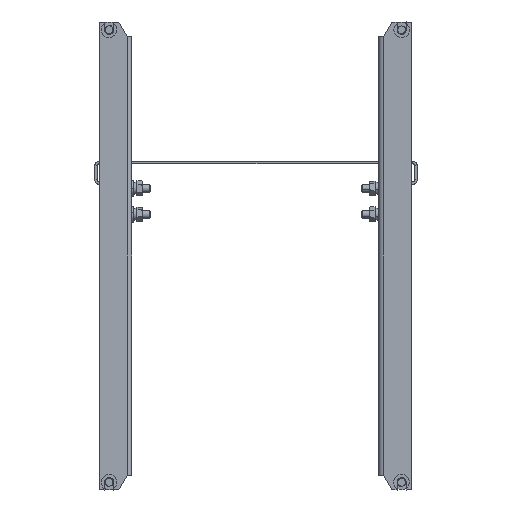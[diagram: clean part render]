
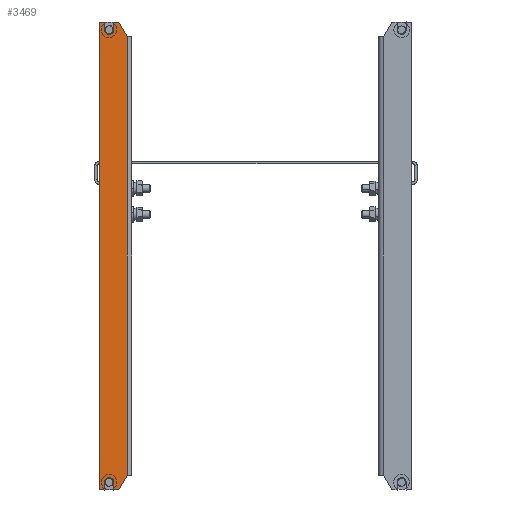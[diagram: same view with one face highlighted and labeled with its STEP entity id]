
A CAD part, left-side view. The second image highlights one B-rep face of the part: STEP entity #3469.
In plain terms, the highlighted face is planar.
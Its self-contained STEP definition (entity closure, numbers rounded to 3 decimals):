
#106 = DIRECTION ( 'NONE',  ( 1., 0., 0. ) ) ;
#149 = VECTOR ( 'NONE', #6951, 1000. ) ;
#248 = CARTESIAN_POINT ( 'NONE',  ( 174., 1.5, -2. ) ) ;
#383 = LINE ( 'NONE', #2610, #7780 ) ;
#468 = CARTESIAN_POINT ( 'NONE',  ( -180., 1.5, -2. ) ) ;
#510 = CARTESIAN_POINT ( 'NONE',  ( -168.75, -9., -2. ) ) ;
#563 = EDGE_CURVE ( 'NONE', #3707, #2107, #8977, .T. ) ;
#649 = EDGE_CURVE ( 'NONE', #4540, #3707, #6102, .T. ) ;
#712 = VECTOR ( 'NONE', #3881, 1000. ) ;
#900 = ORIENTED_EDGE ( 'NONE', *, *, #4829, .T. ) ;
#913 = ORIENTED_EDGE ( 'NONE', *, *, #1152, .T. ) ;
#1002 = LINE ( 'NONE', #5283, #4975 ) ;
#1066 = DIRECTION ( 'NONE',  ( 1., 0., 0. ) ) ;
#1152 = EDGE_CURVE ( 'NONE', #7221, #7029, #2945, .T. ) ;
#1258 = LINE ( 'NONE', #6388, #149 ) ;
#1377 = CARTESIAN_POINT ( 'NONE',  ( 180., -2.5, -2. ) ) ;
#1555 = DIRECTION ( 'NONE',  ( 0., 0., 1. ) ) ;
#1616 = EDGE_CURVE ( 'NONE', #9151, #6243, #7480, .T. ) ;
#1641 = AXIS2_PLACEMENT_3D ( 'NONE', #4047, #2592, #1066 ) ;
#1762 = VECTOR ( 'NONE', #1789, 1000. ) ;
#1789 = DIRECTION ( 'NONE',  ( -0.866, 0.5, 0. ) ) ;
#1842 = DIRECTION ( 'NONE',  ( 0., 0., 1. ) ) ;
#1894 = EDGE_CURVE ( 'NONE', #9159, #6889, #8171, .T. ) ;
#1971 = ORIENTED_EDGE ( 'NONE', *, *, #1894, .F. ) ;
#2031 = CARTESIAN_POINT ( 'NONE',  ( -174., 8.5, -2. ) ) ;
#2107 = VERTEX_POINT ( 'NONE', #3275 ) ;
#2173 = CARTESIAN_POINT ( 'NONE',  ( -174., 1.5, -2. ) ) ;
#2180 = VECTOR ( 'NONE', #7334, 1000. ) ;
#2316 = VERTEX_POINT ( 'NONE', #4507 ) ;
#2592 = DIRECTION ( 'NONE',  ( 0., 0., 1. ) ) ;
#2600 = CARTESIAN_POINT ( 'NONE',  ( 182., 8.5, -2. ) ) ;
#2610 = CARTESIAN_POINT ( 'NONE',  ( 168.75, -9., -2. ) ) ;
#2659 = DIRECTION ( 'NONE',  ( -1., 0., 0. ) ) ;
#2945 = LINE ( 'NONE', #1377, #712 ) ;
#3034 = CARTESIAN_POINT ( 'NONE',  ( 0., 0., -2. ) ) ;
#3054 = EDGE_CURVE ( 'NONE', #2107, #6889, #4820, .T. ) ;
#3068 = DIRECTION ( 'NONE',  ( -1., 0., 0. ) ) ;
#3161 = CARTESIAN_POINT ( 'NONE',  ( 180., 12.5, -2. ) ) ;
#3224 = ORIENTED_EDGE ( 'NONE', *, *, #3054, .T. ) ;
#3275 = CARTESIAN_POINT ( 'NONE',  ( -180., 8.5, -2. ) ) ;
#3404 = EDGE_CURVE ( 'NONE', #6662, #7221, #1002, .T. ) ;
#3412 = DIRECTION ( 'NONE',  ( -1., 0., 0. ) ) ;
#3469 = ADVANCED_FACE ( 'NONE', ( #5740 ), #7340, .F. ) ;
#3499 = CARTESIAN_POINT ( 'NONE',  ( 174., 8.5, -2. ) ) ;
#3594 = CARTESIAN_POINT ( 'NONE',  ( 180., 12.5, -2. ) ) ;
#3670 = CARTESIAN_POINT ( 'NONE',  ( 180., 8.5, -2. ) ) ;
#3707 = VERTEX_POINT ( 'NONE', #2031 ) ;
#3809 = VERTEX_POINT ( 'NONE', #468 ) ;
#3881 = DIRECTION ( 'NONE',  ( -0.866, -0.5, 0. ) ) ;
#3899 = CARTESIAN_POINT ( 'NONE',  ( -180., 12.5, -2. ) ) ;
#3934 = AXIS2_PLACEMENT_3D ( 'NONE', #3034, #1555, #106 ) ;
#4047 = CARTESIAN_POINT ( 'NONE',  ( -174., 5., -2. ) ) ;
#4222 = CARTESIAN_POINT ( 'NONE',  ( -180., -2.5, -2. ) ) ;
#4328 = AXIS2_PLACEMENT_3D ( 'NONE', #5409, #1842, #6867 ) ;
#4336 = EDGE_LOOP ( 'NONE', ( #7970, #4877, #7124, #7008, #913, #9144, #900, #6374, #5980, #4493, #5377, #7814, #3224, #1971, #5579 ) ) ;
#4354 = VERTEX_POINT ( 'NONE', #510 ) ;
#4465 = CARTESIAN_POINT ( 'NONE',  ( 0., 1.5, -2. ) ) ;
#4493 = ORIENTED_EDGE ( 'NONE', *, *, #6751, .T. ) ;
#4507 = CARTESIAN_POINT ( 'NONE',  ( -180., -2.5, -2. ) ) ;
#4540 = VERTEX_POINT ( 'NONE', #8555 ) ;
#4690 = DIRECTION ( 'NONE',  ( 0., -1., 0. ) ) ;
#4784 = LINE ( 'NONE', #4222, #1762 ) ;
#4820 = LINE ( 'NONE', #3899, #7102 ) ;
#4829 = EDGE_CURVE ( 'NONE', #4354, #2316, #4784, .T. ) ;
#4877 = ORIENTED_EDGE ( 'NONE', *, *, #1616, .T. ) ;
#4975 = VECTOR ( 'NONE', #7447, 1000. ) ;
#5208 = AXIS2_PLACEMENT_3D ( 'NONE', #9215, #7207, #5842 ) ;
#5215 = LINE ( 'NONE', #4465, #2180 ) ;
#5260 = LINE ( 'NONE', #3161, #8393 ) ;
#5283 = CARTESIAN_POINT ( 'NONE',  ( 180., 12.5, -2. ) ) ;
#5377 = ORIENTED_EDGE ( 'NONE', *, *, #649, .T. ) ;
#5409 = CARTESIAN_POINT ( 'NONE',  ( 174., 5., -2. ) ) ;
#5564 = EDGE_CURVE ( 'NONE', #7029, #4354, #383, .T. ) ;
#5579 = ORIENTED_EDGE ( 'NONE', *, *, #6768, .T. ) ;
#5658 = CARTESIAN_POINT ( 'NONE',  ( 180., -2.5, -2. ) ) ;
#5740 = FACE_OUTER_BOUND ( 'NONE', #4336, .T. ) ;
#5823 = CARTESIAN_POINT ( 'NONE',  ( 168.75, -9., -2. ) ) ;
#5842 = DIRECTION ( 'NONE',  ( 1., 0., 0. ) ) ;
#5980 = ORIENTED_EDGE ( 'NONE', *, *, #8009, .T. ) ;
#6044 = LINE ( 'NONE', #6792, #8763 ) ;
#6061 = DIRECTION ( 'NONE',  ( -1., 0., 0. ) ) ;
#6102 = CIRCLE ( 'NONE', #5208, 3.5 ) ;
#6243 = VERTEX_POINT ( 'NONE', #248 ) ;
#6374 = ORIENTED_EDGE ( 'NONE', *, *, #8616, .T. ) ;
#6388 = CARTESIAN_POINT ( 'NONE',  ( 182., 1.5, -2. ) ) ;
#6393 = EDGE_CURVE ( 'NONE', #8481, #9151, #6807, .T. ) ;
#6662 = VERTEX_POINT ( 'NONE', #7637 ) ;
#6751 = EDGE_CURVE ( 'NONE', #7597, #4540, #7799, .T. ) ;
#6753 = DIRECTION ( 'NONE',  ( 0., 1., 0. ) ) ;
#6760 = CARTESIAN_POINT ( 'NONE',  ( -168.75, 12.5, -2. ) ) ;
#6768 = EDGE_CURVE ( 'NONE', #9159, #8481, #5260, .T. ) ;
#6792 = CARTESIAN_POINT ( 'NONE',  ( -180., 12.5, -2. ) ) ;
#6807 = LINE ( 'NONE', #2600, #8825 ) ;
#6867 = DIRECTION ( 'NONE',  ( -1., 0., 0. ) ) ;
#6888 = EDGE_CURVE ( 'NONE', #6243, #6662, #1258, .T. ) ;
#6889 = VERTEX_POINT ( 'NONE', #7050 ) ;
#6894 = DIRECTION ( 'NONE',  ( 0., 1., 0. ) ) ;
#6951 = DIRECTION ( 'NONE',  ( 1., 0., 0. ) ) ;
#7008 = ORIENTED_EDGE ( 'NONE', *, *, #3404, .T. ) ;
#7014 = CARTESIAN_POINT ( 'NONE',  ( 0., 8.5, -2. ) ) ;
#7029 = VERTEX_POINT ( 'NONE', #5823 ) ;
#7050 = CARTESIAN_POINT ( 'NONE',  ( -180., 12.5, -2. ) ) ;
#7102 = VECTOR ( 'NONE', #6753, 1000. ) ;
#7124 = ORIENTED_EDGE ( 'NONE', *, *, #6888, .T. ) ;
#7167 = VECTOR ( 'NONE', #2659, 1000. ) ;
#7207 = DIRECTION ( 'NONE',  ( 0., 0., 1. ) ) ;
#7221 = VERTEX_POINT ( 'NONE', #5658 ) ;
#7334 = DIRECTION ( 'NONE',  ( 1., 0., 0. ) ) ;
#7340 = PLANE ( 'NONE',  #3934 ) ;
#7447 = DIRECTION ( 'NONE',  ( 0., -1., 0. ) ) ;
#7480 = CIRCLE ( 'NONE', #4328, 3.5 ) ;
#7597 = VERTEX_POINT ( 'NONE', #2173 ) ;
#7637 = CARTESIAN_POINT ( 'NONE',  ( 180., 1.5, -2. ) ) ;
#7780 = VECTOR ( 'NONE', #3412, 1000. ) ;
#7799 = CIRCLE ( 'NONE', #1641, 3.5 ) ;
#7814 = ORIENTED_EDGE ( 'NONE', *, *, #563, .T. ) ;
#7970 = ORIENTED_EDGE ( 'NONE', *, *, #6393, .T. ) ;
#8009 = EDGE_CURVE ( 'NONE', #3809, #7597, #5215, .T. ) ;
#8171 = LINE ( 'NONE', #6760, #8600 ) ;
#8393 = VECTOR ( 'NONE', #4690, 1000. ) ;
#8481 = VERTEX_POINT ( 'NONE', #3670 ) ;
#8555 = CARTESIAN_POINT ( 'NONE',  ( -170.5, 5., -2. ) ) ;
#8600 = VECTOR ( 'NONE', #3068, 1000. ) ;
#8616 = EDGE_CURVE ( 'NONE', #2316, #3809, #6044, .T. ) ;
#8763 = VECTOR ( 'NONE', #6894, 1000. ) ;
#8825 = VECTOR ( 'NONE', #6061, 1000. ) ;
#8977 = LINE ( 'NONE', #7014, #7167 ) ;
#9144 = ORIENTED_EDGE ( 'NONE', *, *, #5564, .T. ) ;
#9151 = VERTEX_POINT ( 'NONE', #3499 ) ;
#9159 = VERTEX_POINT ( 'NONE', #3594 ) ;
#9215 = CARTESIAN_POINT ( 'NONE',  ( -174., 5., -2. ) ) ;
